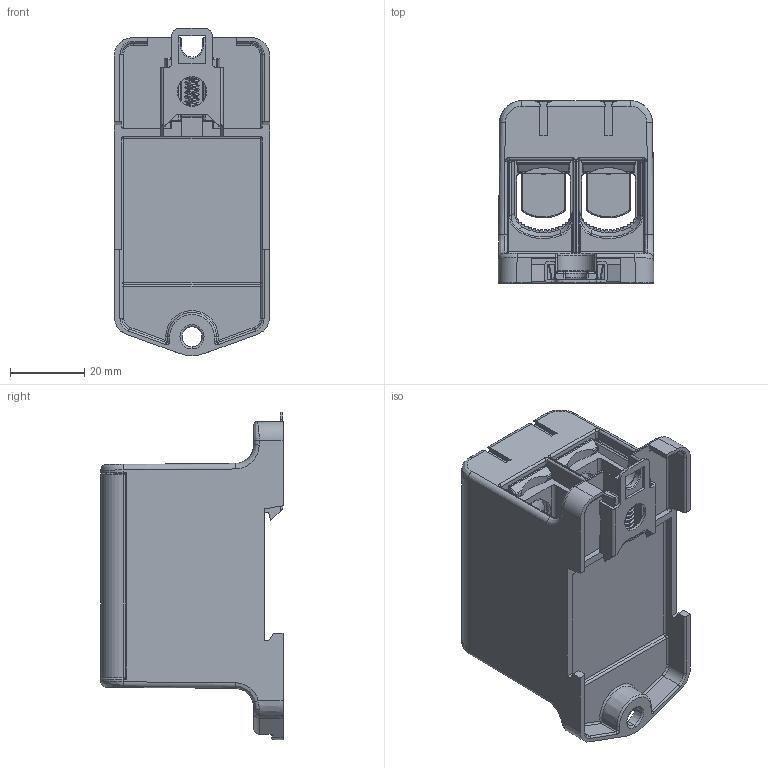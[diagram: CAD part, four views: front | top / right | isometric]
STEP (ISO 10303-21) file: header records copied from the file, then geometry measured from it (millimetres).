
FILE_DESCRIPTION((''),'2;1');
FILE_NAME('PROCUS_KE67_ASM','2015-05-19T',('kjell_andersson'),(''),'PRO/ENGINEER BY PARAMETRIC TECHNOLOGY CORPORATION, 2013230','PRO/ENGINEER BY PARAMETRIC TECHNOLOGY CORPORATION, 2013230','');
FILE_SCHEMA(('CONFIG_CONTROL_DESIGN'));
Products named in the file (8): PMR1582; PSK106; PTK104; PPK204; PJ54_L10-7; PMR1583; PEM737; PROCUS_KE67_ASM
Assembly tree (10 placements, depth 2):
  PROCUS_KE67_ASM
    PMR1582
    PSK106
    PTK104  x4
    PPK204
    PJ54_L10-7
    PMR1583
    PEM737
Bounding box: 41.84 x 49 x 88.07 mm (x, y, z)
Volume: 62742.4 mm3; surface area: 56774.5 mm2
Topology: 10 solids, 10 shells, 2422 faces, 6347 edges, 3930 vertices
Faces by surface type: plane 1153, cylinder 754, bspline 360, cone 64, sphere 62, torus 27, revolution 2
Entity records: 99517 total; most frequent: CARTESIAN_POINT 44733, ORIENTED_EDGE 12250, DIRECTION 10135, EDGE_CURVE 6125, VECTOR 3893, LINE 3893, VERTEX_POINT 3822, AXIS2_PLACEMENT_3D 3120
